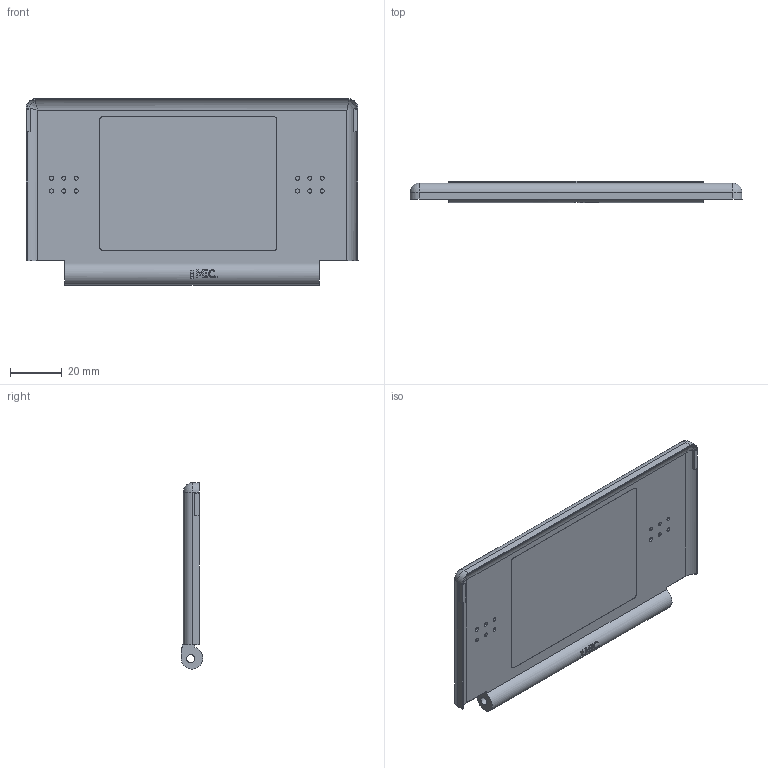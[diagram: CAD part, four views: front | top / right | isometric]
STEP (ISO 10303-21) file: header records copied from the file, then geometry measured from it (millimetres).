
FILE_DESCRIPTION(/* description */ (''),/* implementation_level */ '2;1');
FILE_NAME(/* name */ 'nintendo ds top base.stp',/* time_stamp */ '2015-04-17T09:26:35-04:00',/* author */ ('tcampanella'),/* organization */ (''),/* preprocessor_version */ 'ST-DEVELOPER v15.6',/* originating_system */ 'Autodesk Inventor 2015',/* authorisation */ '');
FILE_SCHEMA (('AUTOMOTIVE_DESIGN { 1 0 10303 214 3 1 1 }'));
Length unit declared in the file: inch
Products named in the file (1): nintendo ds top base
Bounding box: 128.59 x 8.33 x 72.17 mm (x, y, z)
Volume: 40742 mm3; surface area: 21706.5 mm2
Topology: 1 solids, 1 shells, 172 faces, 430 edges, 278 vertices
Faces by surface type: plane 91, cylinder 49, bspline 24, sphere 4, torus 4
Full cylindrical faces by diameter (mm): 1.587 x12, 3.175 x1
Entity records: 5671 total; most frequent: CARTESIAN_POINT 1590, ORIENTED_EDGE 830, DIRECTION 801, EDGE_CURVE 415, AXIS2_PLACEMENT_3D 283, VERTEX_POINT 278, LINE 235, VECTOR 235
